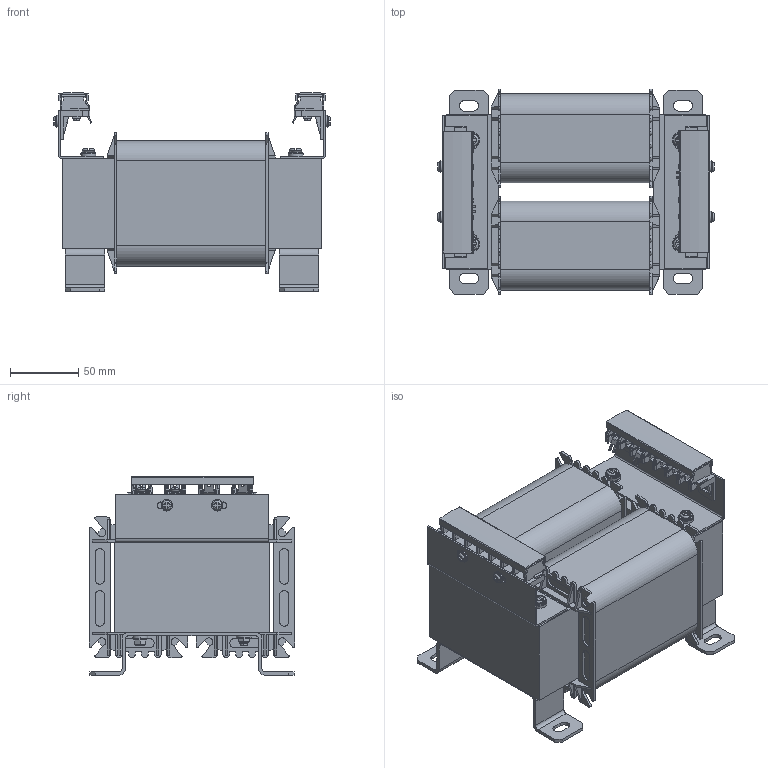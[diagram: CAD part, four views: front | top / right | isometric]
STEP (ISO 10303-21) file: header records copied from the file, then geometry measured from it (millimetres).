
FILE_DESCRIPTION((''),'2;1');
FILE_NAME('ASM0001_ASM','2023-12-22T',('Administrator'),(''),'PRO/ENGINEER BY PARAMETRIC TECHNOLOGY CORPORATION, 2008380','PRO/ENGINEER BY PARAMETRIC TECHNOLOGY CORPORATION, 2008380','');
FILE_SCHEMA(('CONFIG_CONTROL_DESIGN'));
Length unit declared in the file: millimetre
Products named in the file (14): PRT0002; PRT0001; PRT0003; PRT0004; PRT0005; PRT0006; PRT0007; 300DUANZI; PRT0008; XIAOLUOMU; JIEXIANTONGJIAN; JIEXIANLUODING; 300DINGGAI; ASM0001_ASM
Assembly tree (47 placements, depth 2):
  ASM0001_ASM
    PRT0002
    PRT0001  x2
    PRT0003  x2
    PRT0004  x2
    PRT0005  x8
    PRT0006  x4
    PRT0007  x4
    300DUANZI  x2
    PRT0008  x4
    XIAOLUOMU  x8
    JIEXIANTONGJIAN  x4
    JIEXIANLUODING  x4
    300DINGGAI  x2
Bounding box: 203 x 150.5 x 145.55 mm (x, y, z)
Volume: 1929335.5 mm3; surface area: 352406.6 mm2
Topology: 47 solids, 47 shells, 2642 faces, 6926 edges, 4438 vertices
Faces by surface type: plane 1618, cylinder 824, torus 72, bspline 64, sphere 64
Entity records: 37115 total; most frequent: CARTESIAN_POINT 8348, ORIENTED_EDGE 6042, DIRECTION 5749, EDGE_CURVE 3021, VECTOR 2103, LINE 2103, VERTEX_POINT 1929, AXIS2_PLACEMENT_3D 1823
